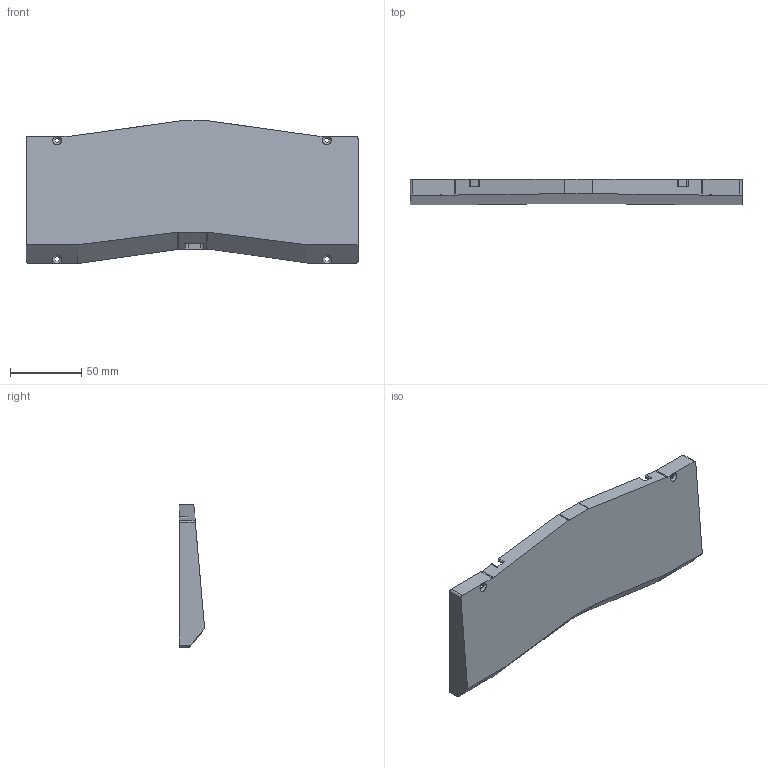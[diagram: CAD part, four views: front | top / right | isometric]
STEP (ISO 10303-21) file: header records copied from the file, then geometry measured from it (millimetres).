
FILE_DESCRIPTION(/* description */ (''),/* implementation_level */ '2;1');
FILE_NAME(/* name */ 'Bottom.step',/* time_stamp */ '2021-07-08T21:00:03+02:00',/* author */ (''),/* organization */ (''),/* preprocessor_version */ 'ST-DEVELOPER v18.1',/* originating_system */ 'Autodesk Translation Framework v10.9.0.1377',/* authorisation */ '');
FILE_SCHEMA (('AUTOMOTIVE_DESIGN { 1 0 10303 214 3 1 1 }'));
Length unit declared in the file: millimetre
Products named in the file (1): Bottom
Bounding box: 233.27 x 17.74 x 100.02 mm (x, y, z)
Volume: 115968.3 mm3; surface area: 55486.9 mm2
Topology: 1 solids, 1 shells, 188 faces, 548 edges, 360 vertices
Faces by surface type: cylinder 96, plane 72, bspline 14, cone 6
Full cylindrical faces by diameter (mm): 1.623 x4, 2.074 x4, 3.2 x4
Entity records: 9022 total; most frequent: CARTESIAN_POINT 4070, ORIENTED_EDGE 1096, DIRECTION 970, EDGE_CURVE 548, VERTEX_POINT 360, AXIS2_PLACEMENT_3D 339, LINE 292, VECTOR 292
